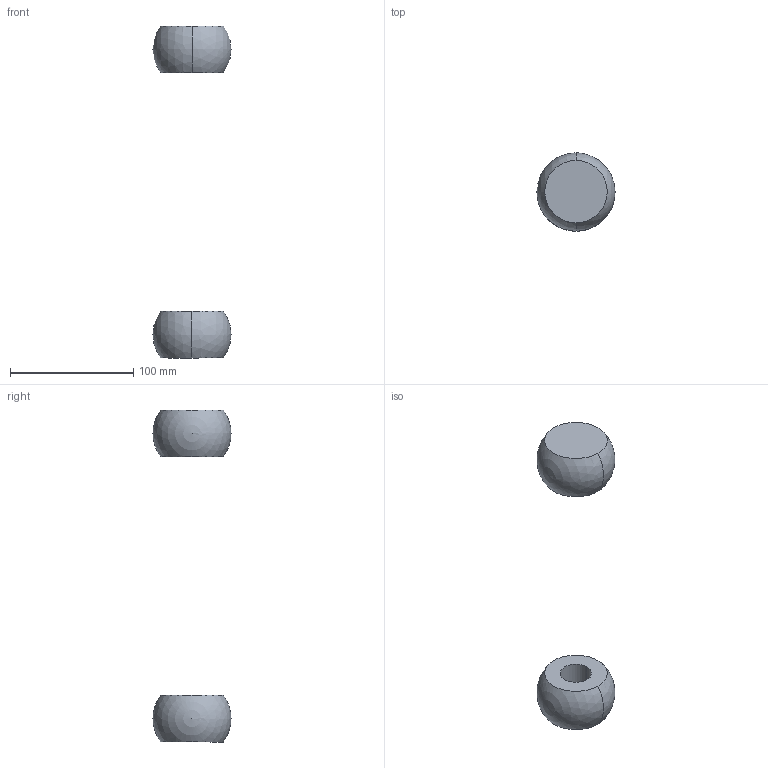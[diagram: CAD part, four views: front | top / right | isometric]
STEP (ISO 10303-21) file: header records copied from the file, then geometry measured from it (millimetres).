
FILE_DESCRIPTION (( 'STEP AP203' ), '1' );
FILE_NAME ('FrontFrame_Hardware.STEP', '2023-07-27T05:56:52', ( '' ), ( '' ), 'SwSTEP 2.0', 'SolidWorks 2021', '' );
FILE_SCHEMA (( 'CONFIG_CONTROL_DESIGN' ));
Length unit declared in the file: centimetre
Products named in the file (4): Part 14-7; Rear Chassis _1_; Part 14-5; FrontFrame_Hardware
Assembly tree (3 placements, depth 3):
  FrontFrame_Hardware
    Rear Chassis _1_
      Part 14-5
      Part 14-7
Bounding box: 63.5 x 63.5 x 269.88 mm (x, y, z)
Volume: 186620.5 mm3; surface area: 27362.2 mm2
Topology: 2 solids, 2 shells, 14 faces, 34 edges, 22 vertices
Faces by surface type: plane 6, cylinder 4, sphere 4
Entity records: 766 total; most frequent: DIRECTION 86, CARTESIAN_POINT 61, ORIENTED_EDGE 48, AXIS2_PLACEMENT_3D 41, PERSON_AND_ORGANIZATION 35, LOCAL_TIME 26, DATE_AND_TIME 26, COORDINATED_UNIVERSAL_TIME_OFFSET 26
